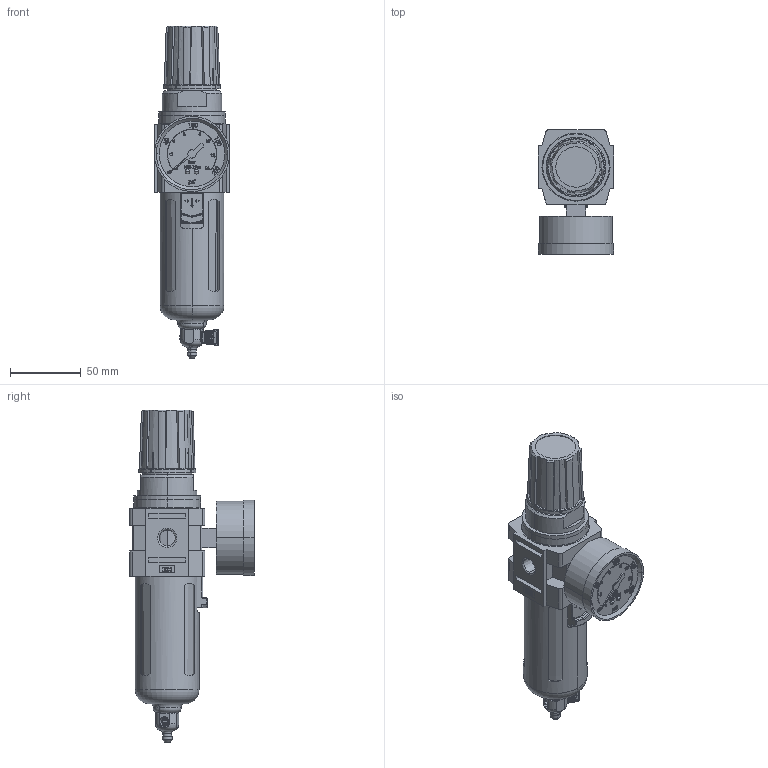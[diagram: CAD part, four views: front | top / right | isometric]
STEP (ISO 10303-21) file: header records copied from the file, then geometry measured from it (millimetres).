
FILE_DESCRIPTION (( 'STEP AP214' ), '1' );
FILE_NAME ('FR50.STEP', '2021-11-04T09:46:42', ( 'User' ), ( '' ), 'SwSTEP 2.0', 'SolidWorks 2014', '' );
FILE_SCHEMA (( 'AUTOMOTIVE_DESIGN' ));
Length unit declared in the file: millimetre
Products named in the file (19): L5002; W5901-(2分孔); R5010; R50調壓座; 2-埋入式壓力錶; F5020; F5012; F5010; F5003; FR50
Assembly tree (9 placements, depth 2):
  R5010
  R50調壓座
  2-埋入式壓力錶
  F5020
  F5012
Bounding box: 53 x 88 x 234.3 mm (x, y, z)
Volume: 228470.2 mm3; surface area: 122455.7 mm2
Topology: 9 solids, 9 shells, 1734 faces, 4512 edges, 2906 vertices
Faces by surface type: plane 890, cylinder 347, bspline 291, torus 110, cone 87, sphere 9
Entity records: 73384 total; most frequent: CARTESIAN_POINT 29521, ORIENTED_EDGE 8988, DIRECTION 7521, EDGE_CURVE 4494, VERTEX_POINT 2903, VECTOR 2511, LINE 2511, AXIS2_PLACEMENT_3D 2505
